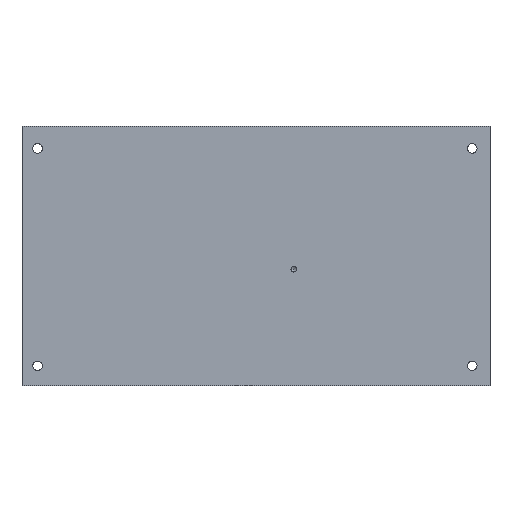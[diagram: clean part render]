
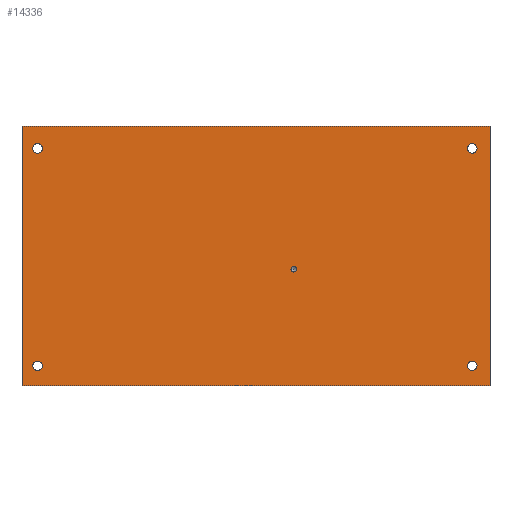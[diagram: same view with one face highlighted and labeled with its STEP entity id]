
A CAD part, front view. The second image highlights one B-rep face of the part: STEP entity #14336.
In plain terms, the highlighted planar face has unit normal (0, -1, 0).
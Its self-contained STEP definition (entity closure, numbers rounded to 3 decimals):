
#14336=ADVANCED_FACE('',(#27051,#27053,#27055,#27057,#27059,#27061),#27063,.F.);
#27051=FACE_BOUND('',#27052,.T.);
#27052=EDGE_LOOP('',(#37584,#37585,#37586,#37587));
#27053=FACE_BOUND('',#27054,.T.);
#27054=EDGE_LOOP('',(#37588));
#27055=FACE_BOUND('',#27056,.T.);
#27056=EDGE_LOOP('',(#37589));
#27057=FACE_BOUND('',#27058,.T.);
#27058=EDGE_LOOP('',(#37590));
#27059=FACE_BOUND('',#27060,.T.);
#27060=EDGE_LOOP('',(#37591));
#27061=FACE_BOUND('',#27062,.T.);
#27062=EDGE_LOOP('',(#37592));
#27063=PLANE('',#27064);
#27064=AXIS2_PLACEMENT_3D('',#27065,#27066,#27067);
#27065=CARTESIAN_POINT('',(0.,0.,0.));
#27066=DIRECTION('',(-0.,1.,0.));
#27067=DIRECTION('',(1.,0.,0.));
#37584=ORIENTED_EDGE('',*,*,#42754,.F.);
#37585=ORIENTED_EDGE('',*,*,#43004,.F.);
#37586=ORIENTED_EDGE('',*,*,#42769,.F.);
#37587=ORIENTED_EDGE('',*,*,#43005,.F.);
#37588=ORIENTED_EDGE('',*,*,#43006,.T.);
#37589=ORIENTED_EDGE('',*,*,#42796,.T.);
#37590=ORIENTED_EDGE('',*,*,#42795,.T.);
#37591=ORIENTED_EDGE('',*,*,#42794,.T.);
#37592=ORIENTED_EDGE('',*,*,#42793,.T.);
#42754=EDGE_CURVE('',#50752,#50754,#50755,.T.);
#42769=EDGE_CURVE('',#50778,#50780,#50781,.T.);
#42793=EDGE_CURVE('',#50818,#50818,#50819,.T.);
#42794=EDGE_CURVE('',#50820,#50820,#50821,.T.);
#42795=EDGE_CURVE('',#50822,#50822,#50823,.T.);
#42796=EDGE_CURVE('',#50824,#50824,#50825,.T.);
#43004=EDGE_CURVE('',#50780,#50752,#51161,.T.);
#43005=EDGE_CURVE('',#50754,#50778,#51162,.T.);
#43006=EDGE_CURVE('',#51163,#51163,#51164,.F.);
#50752=VERTEX_POINT('',#68533);
#50754=VERTEX_POINT('',#68537);
#50755=LINE('',#68538,#68539);
#50778=VERTEX_POINT('',#68589);
#50780=VERTEX_POINT('',#68593);
#50781=LINE('',#68594,#68595);
#50818=VERTEX_POINT('',#68682);
#50819=CIRCLE('',#68683,2.15);
#50820=VERTEX_POINT('',#68687);
#50821=CIRCLE('',#68688,2.15);
#50822=VERTEX_POINT('',#68692);
#50823=CIRCLE('',#68693,2.15);
#50824=VERTEX_POINT('',#68697);
#50825=CIRCLE('',#68698,2.15);
#51161=LINE('',#69499,#69500);
#51162=LINE('',#69502,#69503);
#51163=VERTEX_POINT('',#69505);
#51164=CIRCLE('',#69506,1.229);
#68533=CARTESIAN_POINT('',(211.,0.,0.));
#68537=CARTESIAN_POINT('',(211.,0.,-117.));
#68538=CARTESIAN_POINT('',(211.,0.,0.));
#68539=VECTOR('',#68540,1.);
#68540=DIRECTION('',(0.,0.,-1.));
#68589=CARTESIAN_POINT('',(0.,0.,-117.));
#68593=CARTESIAN_POINT('',(0.,0.,0.));
#68594=CARTESIAN_POINT('',(0.,0.,-117.));
#68595=VECTOR('',#68596,1.);
#68596=DIRECTION('',(0.,0.,1.));
#68682=CARTESIAN_POINT('',(205.15,0.,-108.));
#68683=AXIS2_PLACEMENT_3D('',#68684,#68685,#68686);
#68684=CARTESIAN_POINT('',(203.,0.,-108.));
#68685=DIRECTION('',(-0.,1.,0.));
#68686=DIRECTION('',(1.,0.,0.));
#68687=CARTESIAN_POINT('',(205.15,0.,-10.));
#68688=AXIS2_PLACEMENT_3D('',#68689,#68690,#68691);
#68689=CARTESIAN_POINT('',(203.,0.,-10.));
#68690=DIRECTION('',(-0.,1.,0.));
#68691=DIRECTION('',(1.,0.,0.));
#68692=CARTESIAN_POINT('',(9.15,0.,-108.));
#68693=AXIS2_PLACEMENT_3D('',#68694,#68695,#68696);
#68694=CARTESIAN_POINT('',(7.,0.,-108.));
#68695=DIRECTION('',(-0.,1.,0.));
#68696=DIRECTION('',(1.,0.,0.));
#68697=CARTESIAN_POINT('',(9.15,0.,-10.));
#68698=AXIS2_PLACEMENT_3D('',#68699,#68700,#68701);
#68699=CARTESIAN_POINT('',(7.,0.,-10.));
#68700=DIRECTION('',(-0.,1.,0.));
#68701=DIRECTION('',(1.,0.,0.));
#69499=CARTESIAN_POINT('',(0.,0.,0.));
#69500=VECTOR('',#69501,1.);
#69501=DIRECTION('',(1.,0.,0.));
#69502=CARTESIAN_POINT('',(211.,0.,-117.));
#69503=VECTOR('',#69504,1.);
#69504=DIRECTION('',(-1.,0.,0.));
#69505=CARTESIAN_POINT('',(123.729,0.,-64.5));
#69506=AXIS2_PLACEMENT_3D('',#69507,#69508,#69509);
#69507=CARTESIAN_POINT('',(122.5,0.,-64.5));
#69508=DIRECTION('',(0.,-1.,-0.));
#69509=DIRECTION('',(1.,0.,0.));
